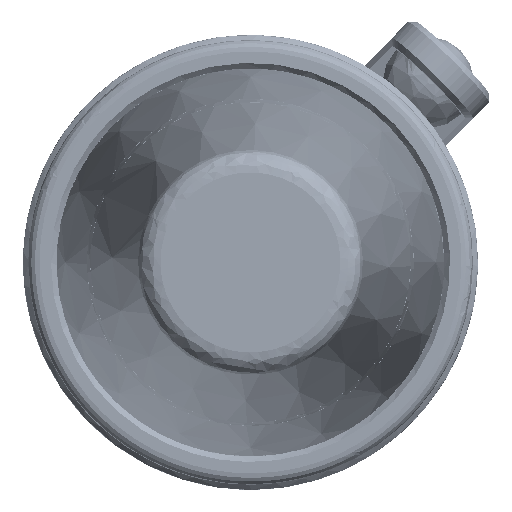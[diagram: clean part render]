
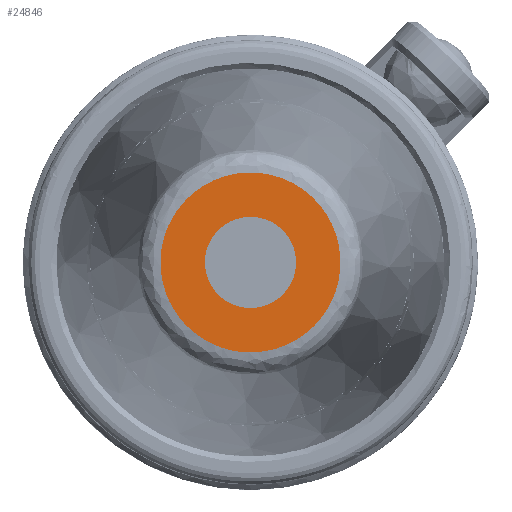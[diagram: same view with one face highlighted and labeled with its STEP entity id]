
A CAD part, front view. The second image highlights one B-rep face of the part: STEP entity #24846.
In plain terms, the highlighted free-form (B-spline) face has degree [1, 1] with [2, 2] control points.
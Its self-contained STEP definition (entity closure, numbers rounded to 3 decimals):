
#24846 = ADVANCED_FACE('',(#24847,#24888),#24902,.F.);
#24847 = FACE_BOUND('',#24848,.T.);
#24848 = EDGE_LOOP('',(#24849));
#24849 = ORIENTED_EDGE('',*,*,#24850,.F.);
#24850 = EDGE_CURVE('',#24851,#24851,#24853,.T.);
#24851 = VERTEX_POINT('',#24852);
#24852 = CARTESIAN_POINT('',(-5.126,-151.404,
    2.336));
#24853 = B_SPLINE_CURVE_WITH_KNOTS('',3,(#24854,#24855,#24856,#24857,
    #24858,#24859,#24860,#24861,#24862,#24863,#24864,#24865,#24866,
    #24867,#24868,#24869,#24870,#24871,#24872,#24873,#24874,#24875,
    #24876,#24877,#24878,#24879,#24880,#24881,#24882,#24883,#24884,
    #24885,#24886,#24887),.UNSPECIFIED.,.T.,.F.,(1,3,2,2,2,2,2,2,2,2,2,2
    ,2,2,2,2,2,3,1),(-0.412,-0.233,-0.056
    ,0.146,0.348,0.551,0.753,
    0.956,1.136,1.28,1.425,
    1.604,1.806,2.009,2.211,
    2.413,2.615,2.794,2.971),
  .UNSPECIFIED.);
#24854 = CARTESIAN_POINT('',(-5.126,-151.404,
    2.336));
#24855 = CARTESIAN_POINT('',(-4.84,-151.404,
    2.964));
#24856 = CARTESIAN_POINT('',(-4.438,-151.404,
    3.539));
#24857 = CARTESIAN_POINT('',(-3.382,-151.404,
    4.574));
#24858 = CARTESIAN_POINT('',(-2.702,-151.404,
    5.006));
#24859 = CARTESIAN_POINT('',(-1.224,-151.404,
    5.555));
#24860 = CARTESIAN_POINT('',(-0.427,-151.404,
    5.673));
#24861 = CARTESIAN_POINT('',(1.147,-151.404,
    5.572));
#24862 = CARTESIAN_POINT('',(1.924,-151.404,
    5.353));
#24863 = CARTESIAN_POINT('',(3.322,-151.404,
    4.618));
#24864 = CARTESIAN_POINT('',(3.942,-151.404,
    4.101));
#24865 = CARTESIAN_POINT('',(4.919,-151.404,
    2.858));
#24866 = CARTESIAN_POINT('',(5.274,-151.404,
    2.133));
#24867 = CARTESIAN_POINT('',(5.635,-151.404,
    0.687));
#24868 = CARTESIAN_POINT('',(5.677,-151.404,
    -0.023));
#24869 = CARTESIAN_POINT('',(5.516,-151.404,
    -1.276));
#24870 = CARTESIAN_POINT('',(5.36,-151.404,
    -1.824));
#24871 = CARTESIAN_POINT('',(4.893,-151.404,
    -2.849));
#24872 = CARTESIAN_POINT('',(4.582,-151.404,
    -3.326));
#24873 = CARTESIAN_POINT('',(3.742,-151.404,
    -4.269));
#24874 = CARTESIAN_POINT('',(3.179,-151.404,
    -4.703));
#24875 = CARTESIAN_POINT('',(1.854,-151.404,
    -5.378));
#24876 = CARTESIAN_POINT('',(1.076,-151.404,
    -5.586));
#24877 = CARTESIAN_POINT('',(-0.499,-151.404,
    -5.667));
#24878 = CARTESIAN_POINT('',(-1.295,-151.404,
    -5.539));
#24879 = CARTESIAN_POINT('',(-2.766,-151.404,
    -4.971));
#24880 = CARTESIAN_POINT('',(-3.441,-151.404,
    -4.53));
#24881 = CARTESIAN_POINT('',(-4.552,-151.404,
    -3.412));
#24882 = CARTESIAN_POINT('',(-4.988,-151.404,
    -2.735));
#24883 = CARTESIAN_POINT('',(-5.547,-151.404,
    -1.261));
#24884 = CARTESIAN_POINT('',(-5.67,-151.404,
    -0.464));
#24885 = CARTESIAN_POINT('',(-5.585,-151.404,
    1.017));
#24886 = CARTESIAN_POINT('',(-5.415,-151.404,
    1.703));
#24887 = CARTESIAN_POINT('',(-5.126,-151.404,
    2.336));
#24888 = FACE_BOUND('',#24889,.T.);
#24889 = EDGE_LOOP('',(#24890));
#24890 = ORIENTED_EDGE('',*,*,#24891,.T.);
#24891 = EDGE_CURVE('',#24892,#24892,#24894,.T.);
#24892 = VERTEX_POINT('',#24893);
#24893 = CARTESIAN_POINT('',(-2.599,-151.404,
    1.185));
#24894 = ( BOUNDED_CURVE() B_SPLINE_CURVE(2,(#24895,#24896,#24897,#24898
    ,#24899,#24900,#24901),.UNSPECIFIED.,.T.,.F.) 
B_SPLINE_CURVE_WITH_KNOTS((1,2,2,2,2,1),(-2.094,0.,
    2.094,4.189,6.283,8.378),
.UNSPECIFIED.) CURVE() GEOMETRIC_REPRESENTATION_ITEM() 
RATIONAL_B_SPLINE_CURVE((1.,0.5,1.,0.5,1.,0.5,1.)) REPRESENTATION_ITEM(
  '') );
#24895 = CARTESIAN_POINT('',(-2.599,-151.404,
    1.185));
#24896 = CARTESIAN_POINT('',(-0.548,-151.404,
    5.687));
#24897 = CARTESIAN_POINT('',(2.326,-151.404,
    1.659));
#24898 = CARTESIAN_POINT('',(5.199,-151.404,
    -2.369));
#24899 = CARTESIAN_POINT('',(0.274,-151.404,
    -2.844));
#24900 = CARTESIAN_POINT('',(-4.651,-151.404,
    -3.318));
#24901 = CARTESIAN_POINT('',(-2.599,-151.404,
    1.185));
#24902 = B_SPLINE_SURFACE_WITH_KNOTS('',1,1,(
    (#24903,#24904)
    ,(#24905,#24906
    )),.UNSPECIFIED.,.F.,.F.,.F.,(2,2),(2,2),(-3.969,
    3.97),(-10.075,-2.187),
  .PIECEWISE_BEZIER_KNOTS.);
#24903 = CARTESIAN_POINT('',(7.477,-151.404,
    2.823));
#24904 = CARTESIAN_POINT('',(-2.776,-151.404,
    7.495));
#24905 = CARTESIAN_POINT('',(2.775,-151.404,
    -7.496));
#24906 = CARTESIAN_POINT('',(-7.478,-151.404,
    -2.824));
